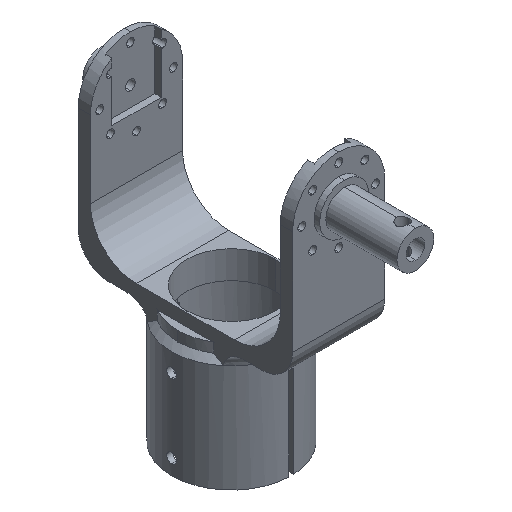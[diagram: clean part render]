
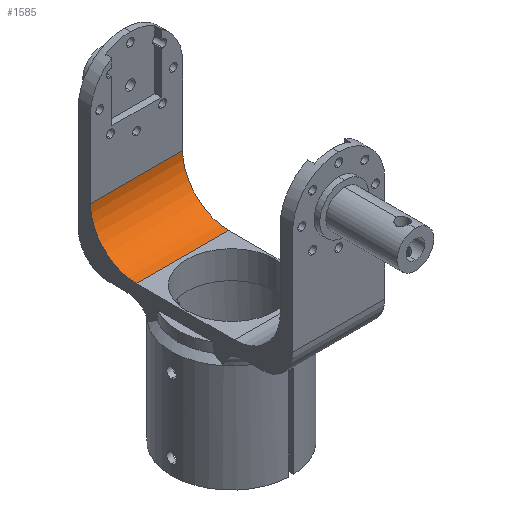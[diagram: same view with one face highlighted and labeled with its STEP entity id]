
A CAD part, isometric view. The second image highlights one B-rep face of the part: STEP entity #1585.
In plain terms, the highlighted cylindrical face has radius 15 mm (diameter 30 mm), a partial arc.
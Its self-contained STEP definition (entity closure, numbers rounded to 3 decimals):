
#225 = EDGE_CURVE ( 'NONE', #1620, #3866, #4300, .T. ) ;
#432 = CIRCLE ( 'NONE', #3615, 15. ) ;
#564 = DIRECTION ( 'NONE',  ( -1., 0., 0. ) ) ;
#612 = FACE_OUTER_BOUND ( 'NONE', #689, .T. ) ;
#689 = EDGE_LOOP ( 'NONE', ( #3999, #1851, #2021, #864 ) ) ;
#864 = ORIENTED_EDGE ( 'NONE', *, *, #1501, .F. ) ;
#867 = DIRECTION ( 'NONE',  ( 0., 0., -1. ) ) ;
#1276 = CARTESIAN_POINT ( 'NONE',  ( 30., 15.9, -12.5 ) ) ;
#1461 = VECTOR ( 'NONE', #3535, 1000. ) ;
#1501 = EDGE_CURVE ( 'NONE', #3866, #3146, #3659, .T. ) ;
#1585 = ADVANCED_FACE ( 'NONE', ( #612 ), #3312, .F. ) ;
#1620 = VERTEX_POINT ( 'NONE', #4577 ) ;
#1657 = DIRECTION ( 'NONE',  ( 0., 0., -1. ) ) ;
#1755 = CARTESIAN_POINT ( 'NONE',  ( 30., 30.9, -12.5 ) ) ;
#1851 = ORIENTED_EDGE ( 'NONE', *, *, #3162, .F. ) ;
#1878 = DIRECTION ( 'NONE',  ( 0., 0., -1. ) ) ;
#1916 = VERTEX_POINT ( 'NONE', #1923 ) ;
#1923 = CARTESIAN_POINT ( 'NONE',  ( 0., 30.9, -12.5 ) ) ;
#1953 = CARTESIAN_POINT ( 'NONE',  ( 0., 15.9, -27.5 ) ) ;
#1999 = DIRECTION ( 'NONE',  ( 1., 0., 0. ) ) ;
#2021 = ORIENTED_EDGE ( 'NONE', *, *, #3367, .F. ) ;
#2473 = AXIS2_PLACEMENT_3D ( 'NONE', #1276, #1999, #1657 ) ;
#2685 = CARTESIAN_POINT ( 'NONE',  ( 30., 15.9, -27.5 ) ) ;
#3146 = VERTEX_POINT ( 'NONE', #3893 ) ;
#3162 = EDGE_CURVE ( 'NONE', #1916, #1620, #4005, .T. ) ;
#3312 = CYLINDRICAL_SURFACE ( 'NONE', #2473, 15. ) ;
#3367 = EDGE_CURVE ( 'NONE', #3146, #1916, #432, .T. ) ;
#3535 = DIRECTION ( 'NONE',  ( 1., 0., 0. ) ) ;
#3615 = AXIS2_PLACEMENT_3D ( 'NONE', #3722, #4082, #1878 ) ;
#3659 = LINE ( 'NONE', #1953, #3821 ) ;
#3722 = CARTESIAN_POINT ( 'NONE',  ( 0., 15.9, -12.5 ) ) ;
#3821 = VECTOR ( 'NONE', #4141, 1000. ) ;
#3866 = VERTEX_POINT ( 'NONE', #2685 ) ;
#3886 = CARTESIAN_POINT ( 'NONE',  ( 30., 15.9, -12.5 ) ) ;
#3893 = CARTESIAN_POINT ( 'NONE',  ( 0., 15.9, -27.5 ) ) ;
#3999 = ORIENTED_EDGE ( 'NONE', *, *, #225, .F. ) ;
#4005 = LINE ( 'NONE', #1755, #1461 ) ;
#4082 = DIRECTION ( 'NONE',  ( 1., 0., 0. ) ) ;
#4141 = DIRECTION ( 'NONE',  ( -1., 0., 0. ) ) ;
#4300 = CIRCLE ( 'NONE', #4407, 15. ) ;
#4407 = AXIS2_PLACEMENT_3D ( 'NONE', #3886, #564, #867 ) ;
#4577 = CARTESIAN_POINT ( 'NONE',  ( 30., 30.9, -12.5 ) ) ;
